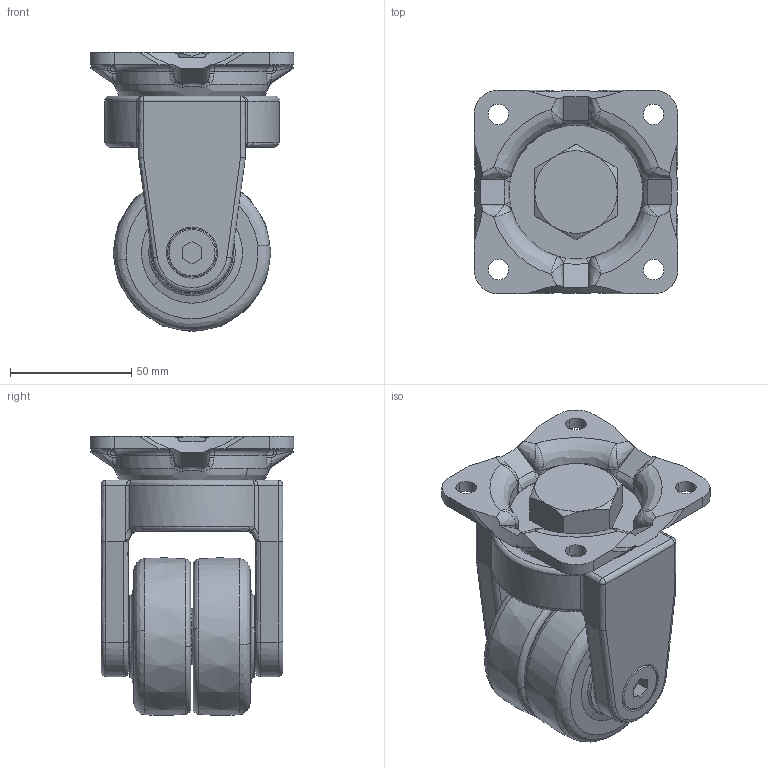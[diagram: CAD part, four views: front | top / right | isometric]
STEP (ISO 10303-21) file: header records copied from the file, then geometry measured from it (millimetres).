
FILE_DESCRIPTION((''),'2;1');
FILE_NAME('','2008-04-30T14:23:26',(''),(''),'','CADfix','');
FILE_SCHEMA(('AUTOMOTIVE_DESIGN { 1 0 10303 214 1 1 1 1 }'));
Length unit declared in the file: millimetre
Bounding box: 84 x 84 x 114.99 mm (x, y, z)
Volume: 327358.4 mm3; surface area: 76614.3 mm2
Topology: 5 solids, 5 shells, 388 faces, 1075 edges, 699 vertices
Faces by surface type: bspline 388
Entity records: 23301 total; most frequent: CARTESIAN_POINT 17428, ORIENTED_EDGE 2126, EDGE_CURVE 1063, VERTEX_POINT 699, EDGE_LOOP 420, FACE_OUTER_BOUND 388, ADVANCED_FACE 388, QUASI_UNIFORM_CURVE 300
